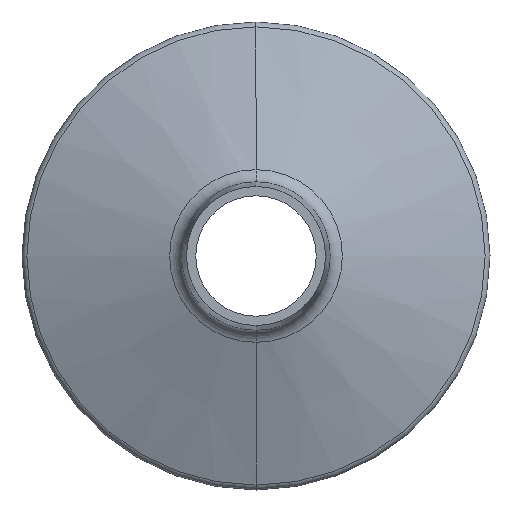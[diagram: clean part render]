
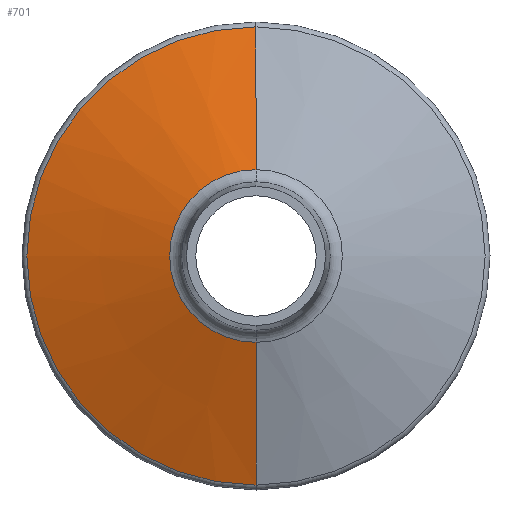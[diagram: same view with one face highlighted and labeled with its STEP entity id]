
A CAD part, left-side view. The second image highlights one B-rep face of the part: STEP entity #701.
In plain terms, the highlighted conical face has half-angle 70 degrees and reference radius 24.724 mm.
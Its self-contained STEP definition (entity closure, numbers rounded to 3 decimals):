
#7 = CIRCLE ( 'NONE', #28, 9.316 ) ;
#21 = AXIS2_PLACEMENT_3D ( 'NONE', #845, #663, #396 ) ;
#27 = CARTESIAN_POINT ( 'NONE',  ( -3.042, 0., -24.724 ) ) ;
#28 = AXIS2_PLACEMENT_3D ( 'NONE', #282, #1000, #830 ) ;
#30 = VECTOR ( 'NONE', #41, 1000. ) ;
#41 = DIRECTION ( 'NONE',  ( 0.342, 0., 0.94 ) ) ;
#46 = CARTESIAN_POINT ( 'NONE',  ( -3.042, 0., 24.724 ) ) ;
#56 = VERTEX_POINT ( 'NONE', #842 ) ;
#72 = CARTESIAN_POINT ( 'NONE',  ( -8.65, 0., 9.316 ) ) ;
#134 = ORIENTED_EDGE ( 'NONE', *, *, #856, .T. ) ;
#176 = ORIENTED_EDGE ( 'NONE', *, *, #632, .T. ) ;
#191 = EDGE_CURVE ( 'NONE', #272, #966, #1009, .T. ) ;
#272 = VERTEX_POINT ( 'NONE', #27 ) ;
#282 = CARTESIAN_POINT ( 'NONE',  ( -8.65, 0., 0. ) ) ;
#396 = DIRECTION ( 'NONE',  ( 0., 0., -1. ) ) ;
#405 = ORIENTED_EDGE ( 'NONE', *, *, #191, .F. ) ;
#473 = AXIS2_PLACEMENT_3D ( 'NONE', #957, #622, #884 ) ;
#622 = DIRECTION ( 'NONE',  ( 1., 0., 0. ) ) ;
#632 = EDGE_CURVE ( 'NONE', #768, #966, #865, .T. ) ;
#661 = CARTESIAN_POINT ( 'NONE',  ( -3.042, 0., 24.724 ) ) ;
#663 = DIRECTION ( 'NONE',  ( 1., 0., 0. ) ) ;
#701 = ADVANCED_FACE ( 'NONE', ( #1070 ), #1167, .T. ) ;
#768 = VERTEX_POINT ( 'NONE', #72 ) ;
#771 = CARTESIAN_POINT ( 'NONE',  ( -3.042, 0., -24.724 ) ) ;
#830 = DIRECTION ( 'NONE',  ( 0., 0., -1. ) ) ;
#839 = DIRECTION ( 'NONE',  ( 0.342, 0., -0.94 ) ) ;
#842 = CARTESIAN_POINT ( 'NONE',  ( -8.65, 0., -9.316 ) ) ;
#845 = CARTESIAN_POINT ( 'NONE',  ( -3.042, 0., 0. ) ) ;
#856 = EDGE_CURVE ( 'NONE', #56, #768, #7, .T. ) ;
#865 = LINE ( 'NONE', #46, #30 ) ;
#880 = ORIENTED_EDGE ( 'NONE', *, *, #1021, .F. ) ;
#884 = DIRECTION ( 'NONE',  ( 0., 0., -1. ) ) ;
#947 = EDGE_LOOP ( 'NONE', ( #134, #176, #405, #880 ) ) ;
#949 = VECTOR ( 'NONE', #839, 1000. ) ;
#957 = CARTESIAN_POINT ( 'NONE',  ( -3.042, 0., 0. ) ) ;
#966 = VERTEX_POINT ( 'NONE', #661 ) ;
#1000 = DIRECTION ( 'NONE',  ( 1., 0., 0. ) ) ;
#1009 = CIRCLE ( 'NONE', #21, 24.724 ) ;
#1021 = EDGE_CURVE ( 'NONE', #56, #272, #1022, .T. ) ;
#1022 = LINE ( 'NONE', #771, #949 ) ;
#1070 = FACE_OUTER_BOUND ( 'NONE', #947, .T. ) ;
#1167 = CONICAL_SURFACE ( 'NONE', #473, 24.724, 1.222 ) ;
